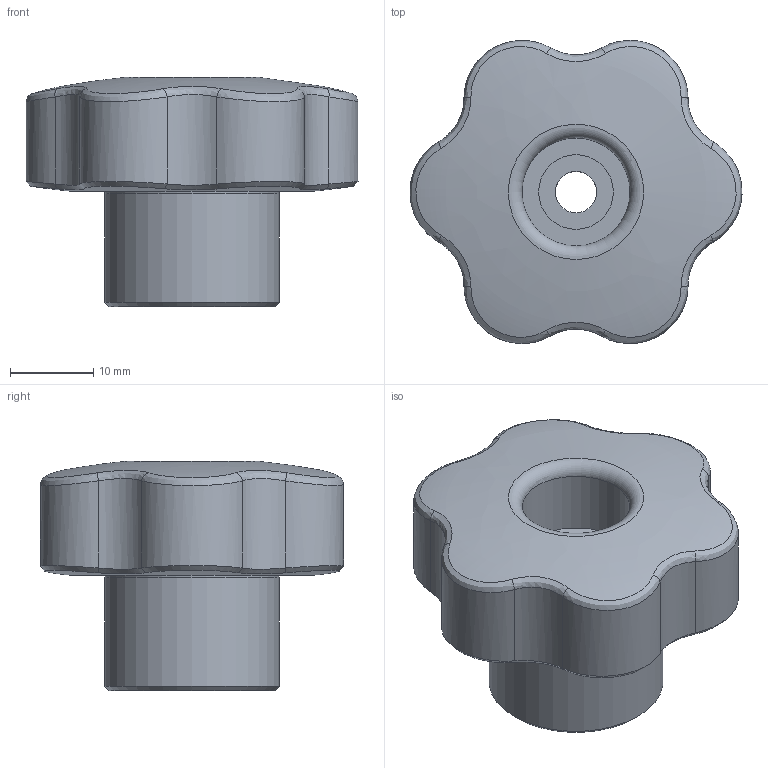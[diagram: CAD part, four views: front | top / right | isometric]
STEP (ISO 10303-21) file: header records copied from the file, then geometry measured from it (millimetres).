
FILE_DESCRIPTION( ( 'Unknown' ), '1' );
FILE_NAME( '6114025_VB40_FP.stp', 'Unknown', ( 'Unknown' ), ( 'Unknown' ), 'XStep 1.0', 'Unknown', ' ' );
FILE_SCHEMA( ( 'CONFIG_CONTROL_DESIGN' ) );
Length unit declared in the file: millimetre
Products named in the file (3): Assem1; VB_40_FP_ø09; 1801077
Bounding box: 39.99 x 36.51 x 27.61 mm (x, y, z)
Volume: 31106.1 mm3; surface area: 14667.3 mm2
Topology: 4 solids, 4 shells, 176 faces, 426 edges, 258 vertices
Faces by surface type: cylinder 58, bspline 50, plane 44, torus 16, cone 6, revolution 2
Full cylindrical faces by diameter (mm): 5 x2, 9 x4, 13 x2, 21 x2
Entity records: 5349 total; most frequent: CARTESIAN_POINT 3438, ORIENTED_EDGE 388, DIRECTION 315, EDGE_CURVE 194, AXIS2_PLACEMENT_3D 127, VERTEX_POINT 122, EDGE_LOOP 104, FACE_OUTER_BOUND 97
